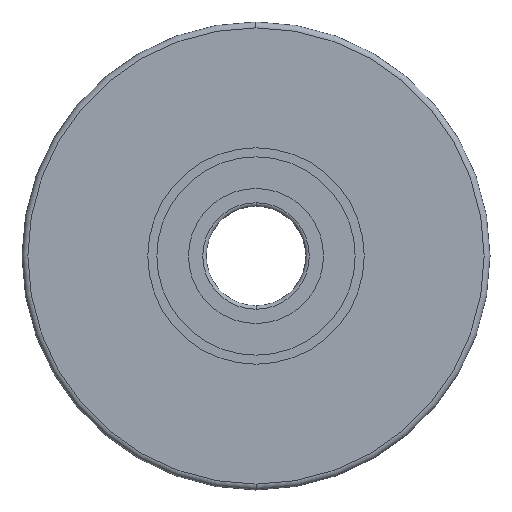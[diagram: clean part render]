
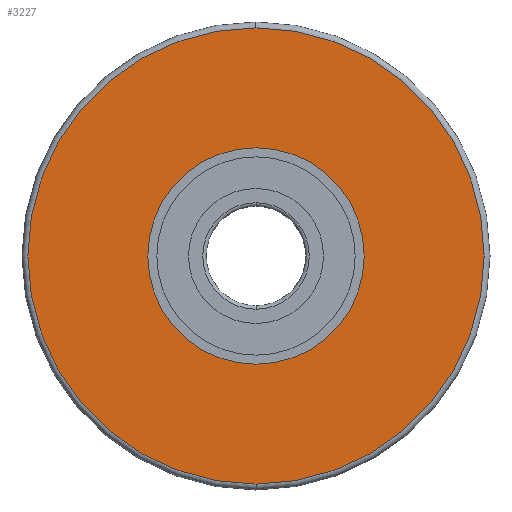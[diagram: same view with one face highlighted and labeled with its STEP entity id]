
A CAD part, left-side view. The second image highlights one B-rep face of the part: STEP entity #3227.
In plain terms, the highlighted planar face has unit normal (-1, 0, 0).
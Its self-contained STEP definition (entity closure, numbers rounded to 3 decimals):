
#260 = EDGE_CURVE ( 'NONE', #2169, #2670, #1800, .T. ) ;
#423 = DIRECTION ( 'NONE',  ( 0., 0., -1. ) ) ;
#513 = ORIENTED_EDGE ( 'NONE', *, *, #2726, .T. ) ;
#519 = DIRECTION ( 'NONE',  ( 1., 0., 0. ) ) ;
#537 = AXIS2_PLACEMENT_3D ( 'NONE', #3308, #3292, #2030 ) ;
#583 = ORIENTED_EDGE ( 'NONE', *, *, #2577, .T. ) ;
#752 = DIRECTION ( 'NONE',  ( 0., 0., 1. ) ) ;
#798 = CIRCLE ( 'NONE', #2705, 39. ) ;
#997 = VERTEX_POINT ( 'NONE', #1802 ) ;
#1262 = CARTESIAN_POINT ( 'NONE',  ( 0., 0., -18.5 ) ) ;
#1314 = CARTESIAN_POINT ( 'NONE',  ( 0., 18.5, 0. ) ) ;
#1469 = CARTESIAN_POINT ( 'NONE',  ( 0., 0., 0. ) ) ;
#1631 = AXIS2_PLACEMENT_3D ( 'NONE', #1314, #519, #2093 ) ;
#1800 = CIRCLE ( 'NONE', #2621, 18.5 ) ;
#1802 = CARTESIAN_POINT ( 'NONE',  ( 0., 0., -39. ) ) ;
#1828 = DIRECTION ( 'NONE',  ( -1., 0., 0. ) ) ;
#1962 = CARTESIAN_POINT ( 'NONE',  ( 0., 0., 0. ) ) ;
#1997 = CIRCLE ( 'NONE', #537, 18.5 ) ;
#2030 = DIRECTION ( 'NONE',  ( 0., 0., 1. ) ) ;
#2047 = DIRECTION ( 'NONE',  ( -1., 0., 0. ) ) ;
#2089 = ORIENTED_EDGE ( 'NONE', *, *, #260, .F. ) ;
#2093 = DIRECTION ( 'NONE',  ( 0., 0., -1. ) ) ;
#2169 = VERTEX_POINT ( 'NONE', #3086 ) ;
#2202 = EDGE_LOOP ( 'NONE', ( #583, #513 ) ) ;
#2490 = AXIS2_PLACEMENT_3D ( 'NONE', #1962, #3284, #423 ) ;
#2577 = EDGE_CURVE ( 'NONE', #997, #3143, #2769, .T. ) ;
#2621 = AXIS2_PLACEMENT_3D ( 'NONE', #1469, #2047, #752 ) ;
#2645 = PLANE ( 'NONE',  #1631 ) ;
#2670 = VERTEX_POINT ( 'NONE', #1262 ) ;
#2705 = AXIS2_PLACEMENT_3D ( 'NONE', #3348, #1828, #2711 ) ;
#2711 = DIRECTION ( 'NONE',  ( 0., 0., -1. ) ) ;
#2726 = EDGE_CURVE ( 'NONE', #3143, #997, #798, .T. ) ;
#2769 = CIRCLE ( 'NONE', #2490, 39. ) ;
#2771 = EDGE_CURVE ( 'NONE', #2670, #2169, #1997, .T. ) ;
#2828 = CARTESIAN_POINT ( 'NONE',  ( 0., 0., 39. ) ) ;
#2878 = FACE_BOUND ( 'NONE', #3000, .T. ) ;
#3000 = EDGE_LOOP ( 'NONE', ( #2089, #3159 ) ) ;
#3086 = CARTESIAN_POINT ( 'NONE',  ( 0., 0., 18.5 ) ) ;
#3101 = FACE_OUTER_BOUND ( 'NONE', #2202, .T. ) ;
#3143 = VERTEX_POINT ( 'NONE', #2828 ) ;
#3159 = ORIENTED_EDGE ( 'NONE', *, *, #2771, .F. ) ;
#3227 = ADVANCED_FACE ( 'NONE', ( #3101, #2878 ), #2645, .F. ) ;
#3284 = DIRECTION ( 'NONE',  ( -1., 0., 0. ) ) ;
#3292 = DIRECTION ( 'NONE',  ( -1., 0., 0. ) ) ;
#3308 = CARTESIAN_POINT ( 'NONE',  ( 0., 0., 0. ) ) ;
#3348 = CARTESIAN_POINT ( 'NONE',  ( 0., 0., 0. ) ) ;
